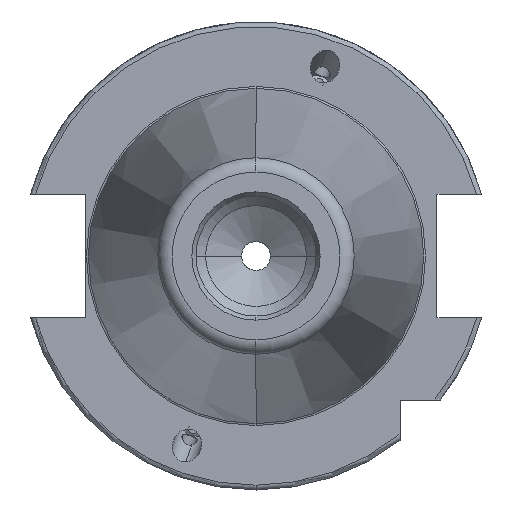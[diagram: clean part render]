
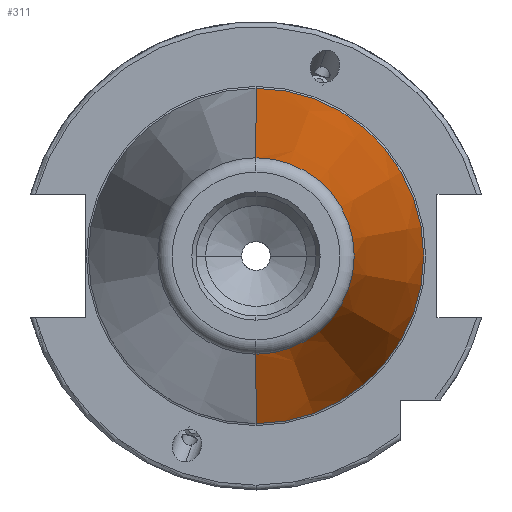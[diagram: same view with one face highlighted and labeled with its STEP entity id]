
A CAD part, left-side view. The second image highlights one B-rep face of the part: STEP entity #311.
In plain terms, the highlighted conical face has half-angle 8.297 degrees and reference radius 34.925 mm.
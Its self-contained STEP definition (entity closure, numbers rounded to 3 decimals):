
#287 = EDGE_CURVE ( 'NONE', #294, #289, #1436, .T. ) ;
#289 = VERTEX_POINT ( 'NONE', #1427 ) ;
#294 = VERTEX_POINT ( 'NONE', #1482 ) ;
#300 = ORIENTED_EDGE ( 'NONE', *, *, #301, .F. ) ;
#301 = EDGE_CURVE ( 'NONE', #306, #302, #1466, .T. ) ;
#302 = VERTEX_POINT ( 'NONE', #1461 ) ;
#303 = ORIENTED_EDGE ( 'NONE', *, *, #305, .T. ) ;
#305 = EDGE_CURVE ( 'NONE', #306, #294, #1511, .T. ) ;
#306 = VERTEX_POINT ( 'NONE', #1507 ) ;
#307 = ORIENTED_EDGE ( 'NONE', *, *, #309, .F. ) ;
#308 = ORIENTED_EDGE ( 'NONE', *, *, #287, .T. ) ;
#309 = EDGE_CURVE ( 'NONE', #302, #289, #1506, .T. ) ;
#310 = EDGE_LOOP ( 'NONE', ( #300, #303, #308, #307 ) ) ;
#311 = ADVANCED_FACE ( 'NONE', ( #1502 ), #1501, .T. ) ;
#1427 = CARTESIAN_POINT ( 'NONE',  ( 0., 0., 34.925 ) ) ;
#1432 = DIRECTION ( 'NONE',  ( 0., 0., -1. ) ) ;
#1433 = DIRECTION ( 'NONE',  ( -1., 0., 0. ) ) ;
#1434 = CARTESIAN_POINT ( 'NONE',  ( 0., 0., 0. ) ) ;
#1435 = AXIS2_PLACEMENT_3D ( 'NONE', #1434, #1433, #1432 ) ;
#1436 = CIRCLE ( 'NONE', #1435, 34.925 ) ;
#1461 = CARTESIAN_POINT ( 'NONE',  ( -99.183, 0., 20.461 ) ) ;
#1462 = DIRECTION ( 'NONE',  ( 0., 0., -1. ) ) ;
#1463 = DIRECTION ( 'NONE',  ( -1., 0., 0. ) ) ;
#1464 = CARTESIAN_POINT ( 'NONE',  ( -99.183, 0., 0. ) ) ;
#1465 = AXIS2_PLACEMENT_3D ( 'NONE', #1464, #1463, #1462 ) ;
#1466 = CIRCLE ( 'NONE', #1465, 20.461 ) ;
#1482 = CARTESIAN_POINT ( 'NONE',  ( 0., 0., -34.925 ) ) ;
#1497 = DIRECTION ( 'NONE',  ( 0., 0., 1. ) ) ;
#1498 = DIRECTION ( 'NONE',  ( 1., 0., 0. ) ) ;
#1499 = AXIS2_PLACEMENT_3D ( 'NONE', #1500, #1498, #1497 ) ;
#1500 = CARTESIAN_POINT ( 'NONE',  ( 0., 0., 0. ) ) ;
#1501 = CONICAL_SURFACE ( 'NONE', #1499, 34.925, 0.145 ) ;
#1502 = FACE_OUTER_BOUND ( 'NONE', #310, .T. ) ;
#1503 = DIRECTION ( 'NONE',  ( 0.99, 0., 0.144 ) ) ;
#1504 = VECTOR ( 'NONE', #1503, 1000. ) ;
#1505 = CARTESIAN_POINT ( 'NONE',  ( 0., 0., 34.925 ) ) ;
#1506 = LINE ( 'NONE', #1505, #1504 ) ;
#1507 = CARTESIAN_POINT ( 'NONE',  ( -99.183, 0., -20.461 ) ) ;
#1508 = DIRECTION ( 'NONE',  ( 0.99, 0., -0.144 ) ) ;
#1509 = VECTOR ( 'NONE', #1508, 1000. ) ;
#1510 = CARTESIAN_POINT ( 'NONE',  ( 0., 0., -34.925 ) ) ;
#1511 = LINE ( 'NONE', #1510, #1509 ) ;
